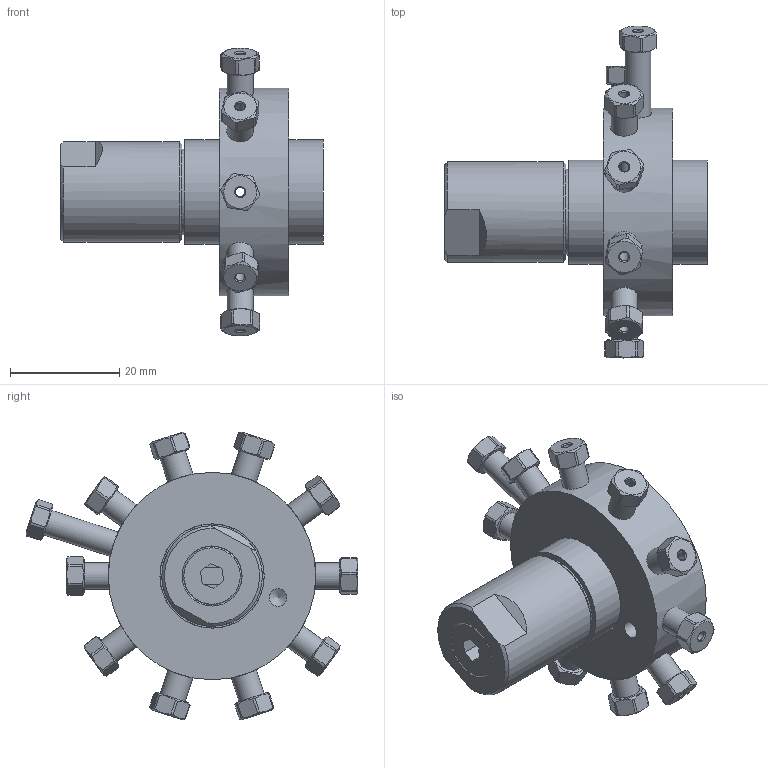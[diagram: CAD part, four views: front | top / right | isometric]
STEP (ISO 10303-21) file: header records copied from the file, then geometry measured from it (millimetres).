
FILE_DESCRIPTION((''),'2;1');
FILE_NAME('313471.stp','2013-12-02T10:59:02',('Franzp'),(''),'Autodesk Inventor 2013','Autodesk Inventor 2013','');
FILE_SCHEMA(('AUTOMOTIVE_DESIGN { 1 0 10303 214 1 1 1 1 }'));
Length unit declared in the file: millimetre
Products named in the file (1): 313471_Shrinkwrap_1
Bounding box: 48.12 x 60.77 x 52.66 mm (x, y, z)
Surface area: 9881.1 mm2 (no closed solid volume)
Topology: 0 solids, 22 shells, 250 faces, 686 edges, 469 vertices
Faces by surface type: plane 110, cylinder 98, cone 42
Full cylindrical faces by diameter (mm): 1.71 x1, 1.727 x10, 3.183 x1, 3.2 x1, 3.21 x1, 4.7 x1, 4.826 x10, 9.525 x1, 14.681 x1, 15.748 x1, 18.415 x1, 19.05 x2, 37.973 x1
Entity records: 7994 total; most frequent: CARTESIAN_POINT 1986, DIRECTION 1172, ORIENTED_EDGE 1076, EDGE_CURVE 577, AXIS2_PLACEMENT_3D 505, VERTEX_POINT 433, EDGE_LOOP 365, CIRCLE 252
